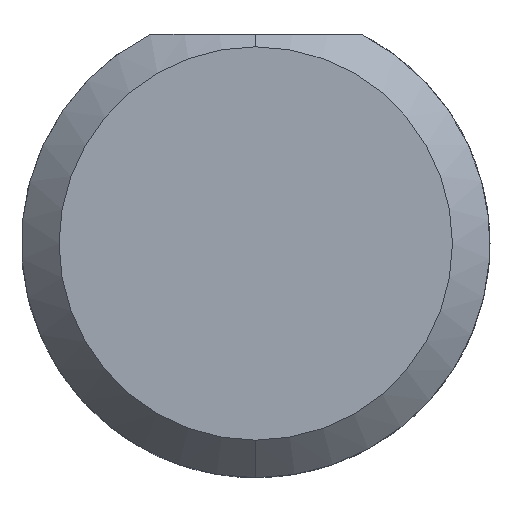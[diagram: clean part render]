
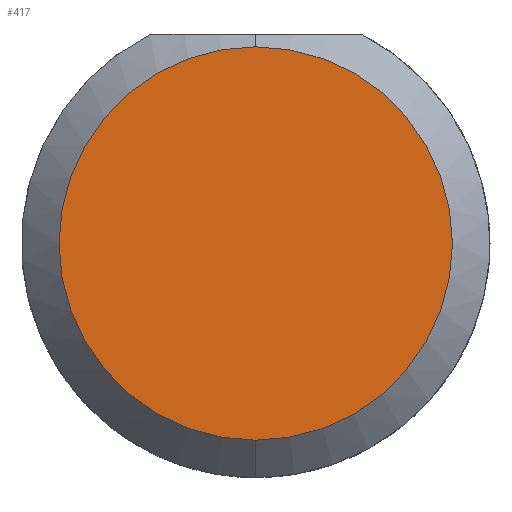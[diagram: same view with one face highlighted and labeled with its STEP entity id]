
A CAD part, left-side view. The second image highlights one B-rep face of the part: STEP entity #417.
In plain terms, the highlighted planar face has unit normal (-1, 0, 0).
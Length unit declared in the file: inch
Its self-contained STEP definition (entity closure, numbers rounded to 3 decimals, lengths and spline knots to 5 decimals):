
#78 = DIRECTION ( 'NONE',  ( 1., 0., 0. ) ) ;
#115 = DIRECTION ( 'NONE',  ( 0., 0., 1. ) ) ;
#170 = CARTESIAN_POINT ( 'NONE',  ( 0., 0., 0. ) ) ;
#176 = CARTESIAN_POINT ( 'NONE',  ( 0., 0., 0. ) ) ;
#207 = CARTESIAN_POINT ( 'NONE',  ( 0., 0., 0.0786 ) ) ;
#296 = CIRCLE ( 'NONE', #567, 0.0786 ) ;
#329 = DIRECTION ( 'NONE',  ( 0., 0., -1. ) ) ;
#330 = DIRECTION ( 'NONE',  ( -1., 0., 0. ) ) ;
#368 = PLANE ( 'NONE',  #546 ) ;
#417 = ADVANCED_FACE ( 'NONE', ( #475 ), #368, .F. ) ;
#429 = ORIENTED_EDGE ( 'NONE', *, *, #646, .T. ) ;
#475 = FACE_OUTER_BOUND ( 'NONE', #590, .T. ) ;
#480 = DIRECTION ( 'NONE',  ( 0., 0., 1. ) ) ;
#481 = EDGE_CURVE ( 'NONE', #614, #594, #612, .T. ) ;
#537 = DIRECTION ( 'NONE',  ( -1., 0., 0. ) ) ;
#543 = CARTESIAN_POINT ( 'NONE',  ( 0., 0., -0.0786 ) ) ;
#546 = AXIS2_PLACEMENT_3D ( 'NONE', #637, #78, #329 ) ;
#567 = AXIS2_PLACEMENT_3D ( 'NONE', #170, #537, #480 ) ;
#573 = ORIENTED_EDGE ( 'NONE', *, *, #481, .T. ) ;
#590 = EDGE_LOOP ( 'NONE', ( #573, #429 ) ) ;
#594 = VERTEX_POINT ( 'NONE', #207 ) ;
#612 = CIRCLE ( 'NONE', #642, 0.0786 ) ;
#614 = VERTEX_POINT ( 'NONE', #543 ) ;
#637 = CARTESIAN_POINT ( 'NONE',  ( 0., 0., 0. ) ) ;
#642 = AXIS2_PLACEMENT_3D ( 'NONE', #176, #330, #115 ) ;
#646 = EDGE_CURVE ( 'NONE', #594, #614, #296, .T. ) ;
